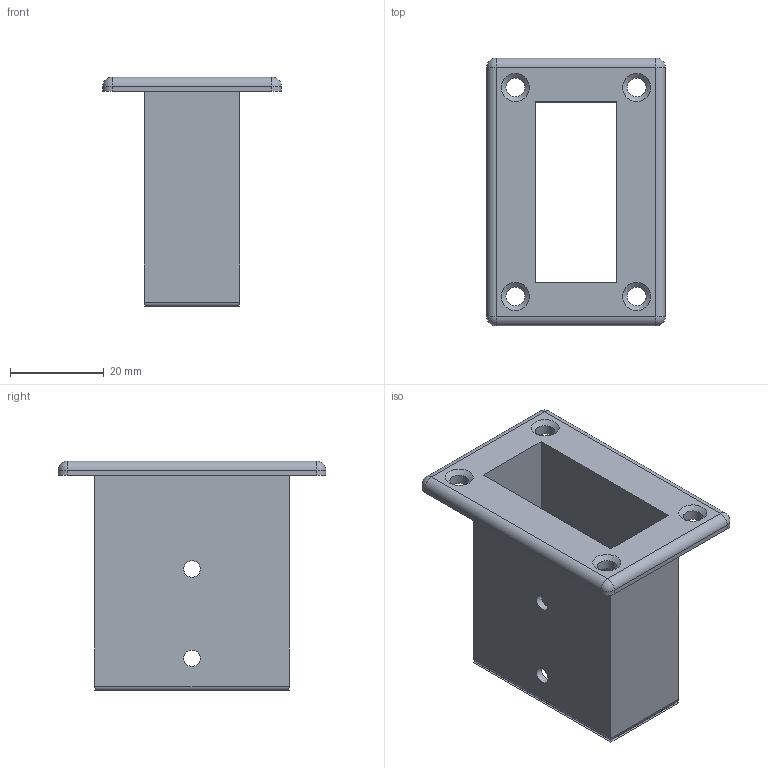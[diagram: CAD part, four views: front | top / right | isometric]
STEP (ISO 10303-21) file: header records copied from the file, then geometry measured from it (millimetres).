
FILE_DESCRIPTION(('FreeCAD Model'),'2;1');
FILE_NAME('Open CASCADE Shape Model','2023-08-10T12:34:12',('Author'),( ''),'Open CASCADE STEP processor 7.5','FreeCAD','Unknown');
FILE_SCHEMA(('AUTOMOTIVE_DESIGN { 1 0 10303 214 1 1 1 1 }'));
Length unit declared in the file: millimetre
Products named in the file (1): BodySB1
Bounding box: 38.1 x 57.15 x 49 mm (x, y, z)
Surface area: 14671.6 mm2 (no closed solid volume)
Topology: 0 solids, 1 shells, 48 faces, 120 edges, 72 vertices
Faces by surface type: cylinder 24, plane 16, cone 4, sphere 4
Full cylindrical faces by diameter (mm): 3.5 x4, 4 x4
Entity records: 1446 total; most frequent: DIRECTION 258, CARTESIAN_POINT 237, ORIENTED_EDGE 224, EDGE_CURVE 116, AXIS2_PLACEMENT_3D 93, VERTEX_POINT 72, LINE 72, VECTOR 72
